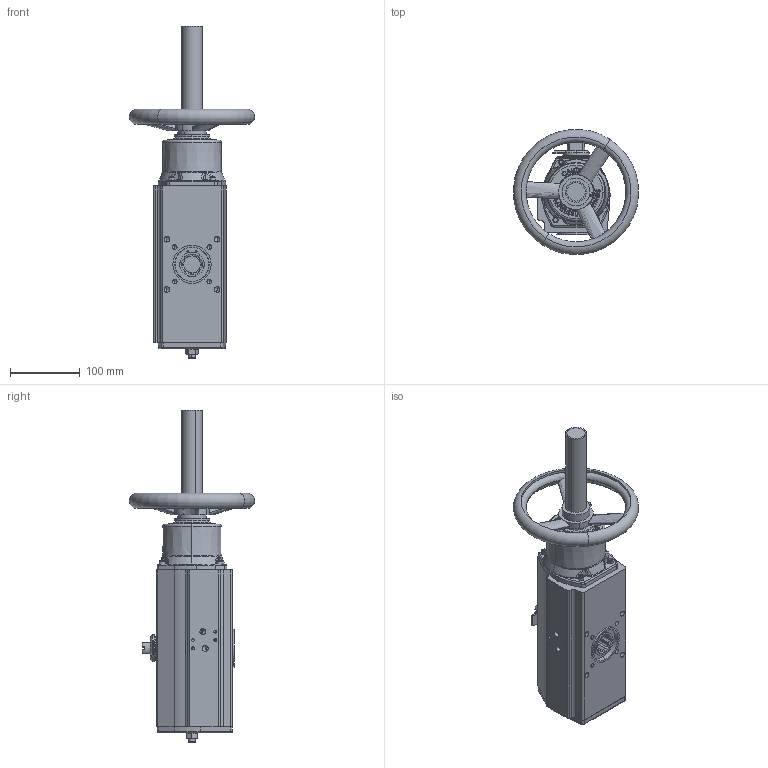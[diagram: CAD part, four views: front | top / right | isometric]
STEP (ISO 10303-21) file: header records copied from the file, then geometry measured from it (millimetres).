
FILE_DESCRIPTION (( 'STEP AP203' ), '1' );
FILE_NAME ('018610_defeature.STEP', '2018-08-17T09:00:56', ( '' ), ( '' ), 'SwSTEP 2.0', 'SolidWorks 2018', '' );
FILE_SCHEMA (( 'CONFIG_CONTROL_DESIGN' ));
Length unit declared in the file: millimetre
Products named in the file (1): 018610_defeature
Bounding box: 179.74 x 179.74 x 476.72 mm (x, y, z)
Volume: 3006640.8 mm3; surface area: 209464.2 mm2
Topology: 1 solids, 3 shells, 1586 faces, 3708 edges, 2188 vertices
Faces by surface type: cylinder 510, bspline 493, plane 415, cone 102, torus 66
Full cylindrical faces by diameter (mm): 3.5 x1
Entity records: 73245 total; most frequent: CARTESIAN_POINT 41817, ORIENTED_EDGE 7344, DIRECTION 5173, EDGE_CURVE 3672, VERTEX_POINT 2190, AXIS2_PLACEMENT_3D 1798, EDGE_LOOP 1696, FACE_OUTER_BOUND 1586
